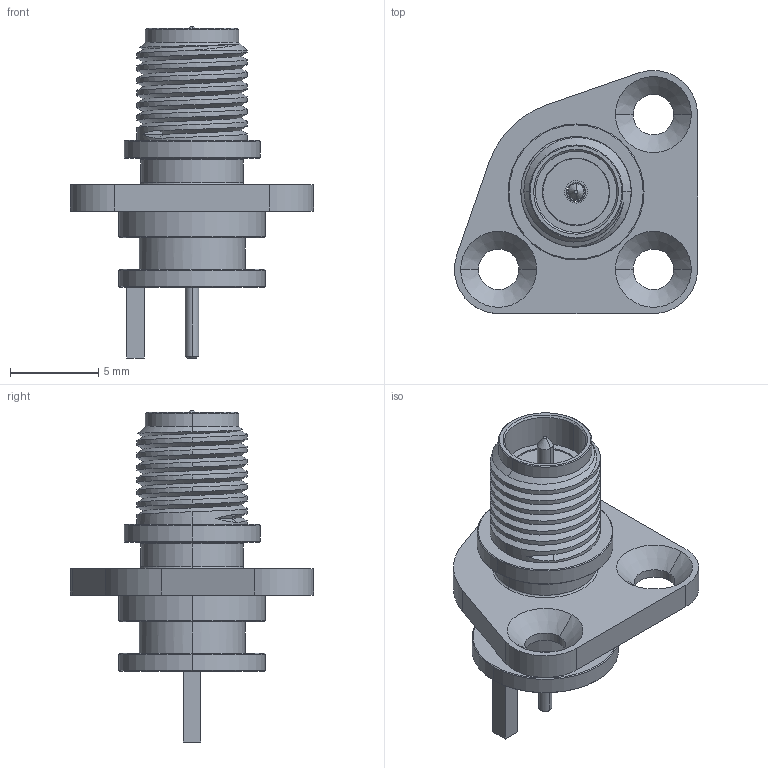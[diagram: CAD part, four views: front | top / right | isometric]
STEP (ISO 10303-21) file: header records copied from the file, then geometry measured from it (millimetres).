
FILE_DESCRIPTION (( 'STEP AP214' ), '1' );
FILE_NAME ('31-389-J3.STEP', '2025-03-12T11:10:23', ( '' ), ( '' ), 'SwSTEP 2.0', 'SolidWorks 2024', '' );
FILE_SCHEMA (( 'AUTOMOTIVE_DESIGN' ));
Length unit declared in the file: millimetre
Products named in the file (1): 31-389-J3
Bounding box: 13.77 x 13.77 x 18.8 mm (x, y, z)
Surface area: 895.4 mm2 (no closed solid volume)
Topology: 0 solids, 6 shells, 109 faces, 403 edges, 308 vertices
Faces by surface type: cylinder 47, cone 32, plane 24, torus 4, bspline 2
Entity records: 5095 total; most frequent: CARTESIAN_POINT 1636, DIRECTION 772, ORIENTED_EDGE 639, EDGE_CURVE 403, VERTEX_POINT 308, AXIS2_PLACEMENT_3D 298, CIRCLE 190, VECTOR 176
